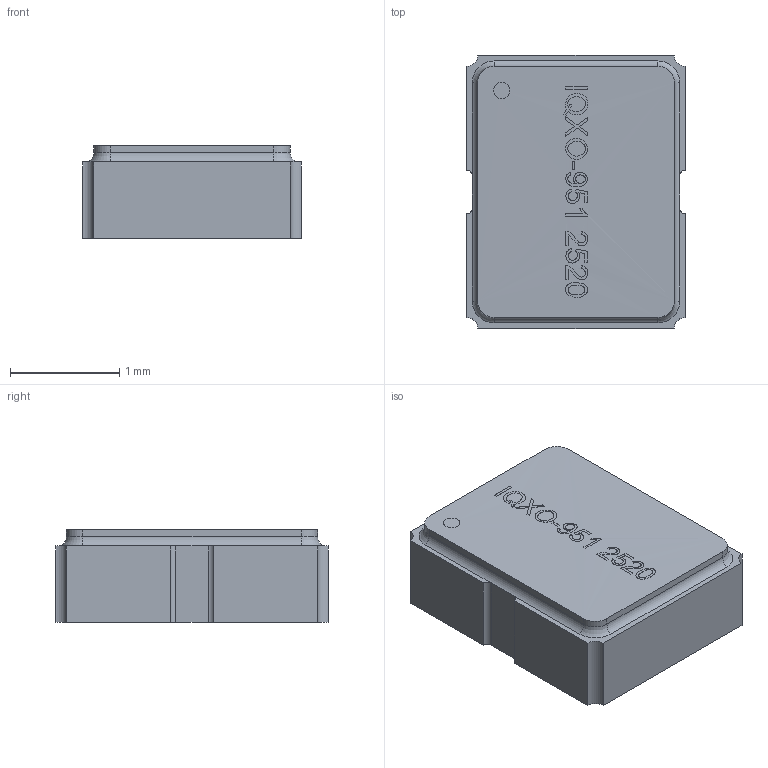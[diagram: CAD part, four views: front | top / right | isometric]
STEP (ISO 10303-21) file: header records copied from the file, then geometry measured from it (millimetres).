
FILE_DESCRIPTION(/* description */ ('Unknown'),/* implementation_level */ '2;1');
FILE_NAME(/* name */ 'Y_Wurth_WE-SPXO-IQXO-951-2520',/* time_stamp */ '2025-09-03T17:46:42+08:00',/* author */ ('Unknown'),/* organization */ ('Unknown'),/* preprocessor_version */ 'ST-DEVELOPER v19.4',/* originating_system */ 'Solid Edge',/* authorisation */ 'Unknown');
FILE_SCHEMA (('AUTOMOTIVE_DESIGN {1 0 10303 214 3 1 1}'));
Length unit declared in the file: millimetre
Products named in the file (2): Y_Wurth_WE-SPXO-IQXO-951-2520
Assembly tree (1 placements, depth 2):
  Y_Wurth_WE-SPXO-IQXO-951-2520
    Y_Wurth_WE-SPXO-IQXO-951-2520
Bounding box: 2 x 2.5 x 0.85 mm (x, y, z)
Volume: 4.1 mm3; surface area: 17.1 mm2
Topology: 1 solids, 1 shells, 125 faces, 304 edges, 198 vertices
Faces by surface type: plane 86, cylinder 28, bspline 7, torus 4
Full cylindrical faces by diameter (mm): 0.15 x1
Entity records: 4829 total; most frequent: CARTESIAN_POINT 1287, ORIENTED_EDGE 596, DIRECTION 424, EDGE_CURVE 298, VERTEX_POINT 198, AXIS2_PLACEMENT_3D 162, B_SPLINE_CURVE_WITH_KNOTS 156, EDGE_LOOP 148
